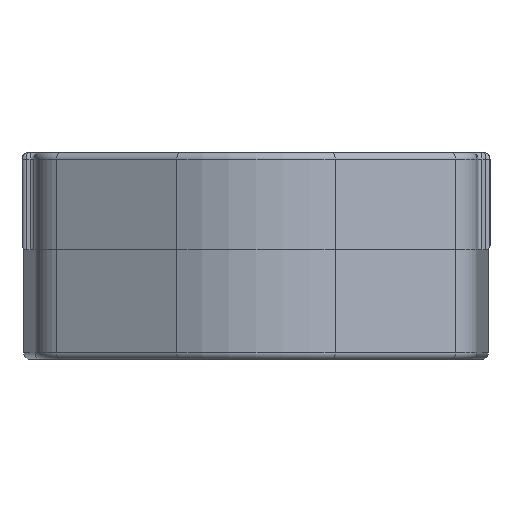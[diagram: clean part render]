
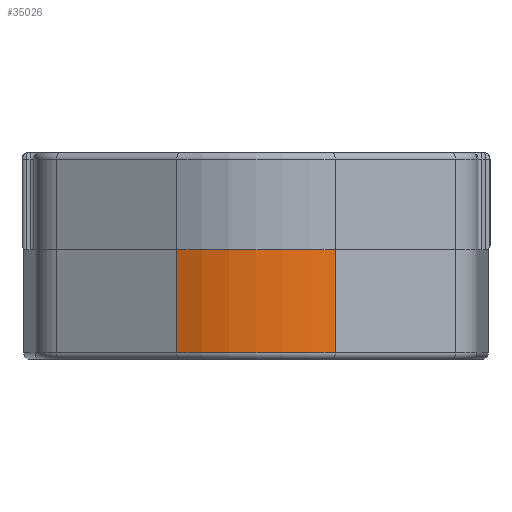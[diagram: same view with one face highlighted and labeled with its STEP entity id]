
A CAD part, front view. The second image highlights one B-rep face of the part: STEP entity #35026.
In plain terms, the highlighted cylindrical face has radius 43.498 mm (diameter 86.995 mm), a partial arc.
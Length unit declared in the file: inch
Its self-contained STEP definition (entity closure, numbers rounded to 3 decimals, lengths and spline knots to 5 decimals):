
#988 = VERTEX_POINT ( 'NONE', #37115 ) ;
#1166 = CARTESIAN_POINT ( 'NONE',  ( -0.76092, -1.53416, 0.0625 ) ) ;
#1203 = VERTEX_POINT ( 'NONE', #42250 ) ;
#2615 = ORIENTED_EDGE ( 'NONE', *, *, #12706, .F. ) ;
#2848 = AXIS2_PLACEMENT_3D ( 'NONE', #29041, #28901, #28193 ) ;
#3253 = LINE ( 'NONE', #17766, #9940 ) ;
#3913 = CARTESIAN_POINT ( 'NONE',  ( -0.76092, -1.53416, 0.125 ) ) ;
#8492 = VERTEX_POINT ( 'NONE', #1166 ) ;
#8744 = DIRECTION ( 'NONE',  ( -1., 0., 0. ) ) ;
#9940 = VECTOR ( 'NONE', #37513, 39.37008 ) ;
#10714 = CYLINDRICAL_SURFACE ( 'NONE', #12050, 1.7125 ) ;
#11170 = LINE ( 'NONE', #3913, #34477 ) ;
#12050 = AXIS2_PLACEMENT_3D ( 'NONE', #31955, #35075, #8744 ) ;
#12587 = AXIS2_PLACEMENT_3D ( 'NONE', #35521, #35517, #35476 ) ;
#12706 = EDGE_CURVE ( 'NONE', #40787, #1203, #37161, .T. ) ;
#17766 = CARTESIAN_POINT ( 'NONE',  ( 0.76092, -1.53416, 0.125 ) ) ;
#19521 = EDGE_CURVE ( 'NONE', #8492, #988, #37170, .T. ) ;
#23838 = ORIENTED_EDGE ( 'NONE', *, *, #19521, .T. ) ;
#28193 = DIRECTION ( 'NONE',  ( 1., 0., 0. ) ) ;
#28404 = FACE_OUTER_BOUND ( 'NONE', #38052, .T. ) ;
#28635 = EDGE_CURVE ( 'NONE', #40787, #8492, #11170, .T. ) ;
#28879 = ORIENTED_EDGE ( 'NONE', *, *, #38732, .F. ) ;
#28901 = DIRECTION ( 'NONE',  ( 0., 0., 1. ) ) ;
#29041 = CARTESIAN_POINT ( 'NONE',  ( 0., 0., 1.0575 ) ) ;
#31955 = CARTESIAN_POINT ( 'NONE',  ( 0., 0., 0.125 ) ) ;
#32726 = ORIENTED_EDGE ( 'NONE', *, *, #28635, .T. ) ;
#33755 = DIRECTION ( 'NONE',  ( 0., 0., -1. ) ) ;
#34477 = VECTOR ( 'NONE', #33755, 39.37008 ) ;
#35026 = ADVANCED_FACE ( 'NONE', ( #28404 ), #10714, .T. ) ;
#35075 = DIRECTION ( 'NONE',  ( 0., 0., -1. ) ) ;
#35476 = DIRECTION ( 'NONE',  ( 1., 0., 0. ) ) ;
#35517 = DIRECTION ( 'NONE',  ( 0., 0., 1. ) ) ;
#35521 = CARTESIAN_POINT ( 'NONE',  ( 0., 0., 0.0625 ) ) ;
#37115 = CARTESIAN_POINT ( 'NONE',  ( 0.76092, -1.53416, 0.0625 ) ) ;
#37161 = CIRCLE ( 'NONE', #2848, 1.7125 ) ;
#37170 = CIRCLE ( 'NONE', #12587, 1.7125 ) ;
#37513 = DIRECTION ( 'NONE',  ( 0., 0., -1. ) ) ;
#38052 = EDGE_LOOP ( 'NONE', ( #32726, #23838, #28879, #2615 ) ) ;
#38732 = EDGE_CURVE ( 'NONE', #1203, #988, #3253, .T. ) ;
#40787 = VERTEX_POINT ( 'NONE', #42483 ) ;
#42250 = CARTESIAN_POINT ( 'NONE',  ( 0.76092, -1.53416, 1.0575 ) ) ;
#42483 = CARTESIAN_POINT ( 'NONE',  ( -0.76092, -1.53416, 1.0575 ) ) ;
